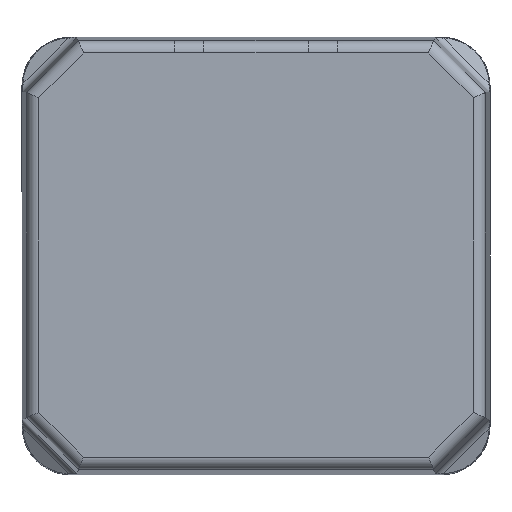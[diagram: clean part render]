
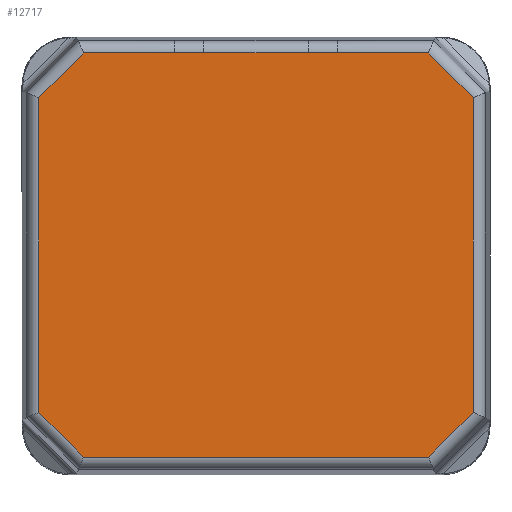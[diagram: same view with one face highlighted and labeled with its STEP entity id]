
A CAD part, top view. The second image highlights one B-rep face of the part: STEP entity #12717.
In plain terms, the highlighted planar face has unit normal (0, 0, 1).
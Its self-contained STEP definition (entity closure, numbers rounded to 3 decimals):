
#197 = DIRECTION ( 'NONE',  ( 1., 0., 0. ) ) ;
#505 = DIRECTION ( 'NONE',  ( -1., 0., 0. ) ) ;
#817 = ORIENTED_EDGE ( 'NONE', *, *, #10499, .T. ) ;
#1452 = VERTEX_POINT ( 'NONE', #6122 ) ;
#1617 = VERTEX_POINT ( 'NONE', #14325 ) ;
#1723 = LINE ( 'NONE', #9433, #10906 ) ;
#1823 = CARTESIAN_POINT ( 'NONE',  ( -17.937, -13., 45.5 ) ) ;
#1878 = ORIENTED_EDGE ( 'NONE', *, *, #2391, .T. ) ;
#1981 = VECTOR ( 'NONE', #11146, 1000. ) ;
#1986 = VERTEX_POINT ( 'NONE', #1992 ) ;
#1992 = CARTESIAN_POINT ( 'NONE',  ( 14.25, 16.687, 45.5 ) ) ;
#2007 = EDGE_CURVE ( 'NONE', #1986, #8505, #8497, .T. ) ;
#2018 = EDGE_CURVE ( 'NONE', #11359, #12976, #3475, .T. ) ;
#2391 = EDGE_CURVE ( 'NONE', #1617, #5624, #9529, .T. ) ;
#2498 = LINE ( 'NONE', #5239, #7367 ) ;
#2516 = VECTOR ( 'NONE', #10802, 1000. ) ;
#2528 = CARTESIAN_POINT ( 'NONE',  ( -17.937, 13., 45.5 ) ) ;
#2672 = VERTEX_POINT ( 'NONE', #12689 ) ;
#2781 = DIRECTION ( 'NONE',  ( 0., 1., 0. ) ) ;
#3179 = DIRECTION ( 'NONE',  ( 0., -1., 0. ) ) ;
#3315 = DIRECTION ( 'NONE',  ( -1., 0., 0. ) ) ;
#3361 = AXIS2_PLACEMENT_3D ( 'NONE', #3724, #13810, #8153 ) ;
#3415 = ORIENTED_EDGE ( 'NONE', *, *, #4876, .T. ) ;
#3475 = LINE ( 'NONE', #6621, #6781 ) ;
#3569 = LINE ( 'NONE', #6183, #2516 ) ;
#3582 = VECTOR ( 'NONE', #7063, 1000. ) ;
#3724 = CARTESIAN_POINT ( 'NONE',  ( -15.325, 14.075, 45.5 ) ) ;
#3729 = LINE ( 'NONE', #7823, #1981 ) ;
#3968 = CARTESIAN_POINT ( 'NONE',  ( 0.768, 30.168, 45.5 ) ) ;
#4050 = DIRECTION ( 'NONE',  ( -0.707, -0.707, 0. ) ) ;
#4154 = CARTESIAN_POINT ( 'NONE',  ( -16.093, 14.843, 45.5 ) ) ;
#4444 = ORIENTED_EDGE ( 'NONE', *, *, #2007, .T. ) ;
#4460 = VERTEX_POINT ( 'NONE', #10606 ) ;
#4627 = ORIENTED_EDGE ( 'NONE', *, *, #8494, .T. ) ;
#4795 = CARTESIAN_POINT ( 'NONE',  ( -14.25, -16.687, 45.5 ) ) ;
#4831 = ORIENTED_EDGE ( 'NONE', *, *, #8685, .T. ) ;
#4876 = EDGE_CURVE ( 'NONE', #4460, #2672, #7089, .T. ) ;
#4986 = DIRECTION ( 'NONE',  ( 0.707, 0.707, 0. ) ) ;
#5081 = ORIENTED_EDGE ( 'NONE', *, *, #7520, .T. ) ;
#5175 = VECTOR ( 'NONE', #197, 1000. ) ;
#5239 = CARTESIAN_POINT ( 'NONE',  ( -17.937, 14.075, 45.5 ) ) ;
#5619 = EDGE_LOOP ( 'NONE', ( #4444, #9975, #3415, #6677, #8130, #4627, #8541, #9546, #4831, #1878, #5081, #817 ) ) ;
#5624 = VERTEX_POINT ( 'NONE', #14267 ) ;
#5737 = VECTOR ( 'NONE', #4050, 1000. ) ;
#5851 = VERTEX_POINT ( 'NONE', #2528 ) ;
#5980 = EDGE_CURVE ( 'NONE', #5851, #13673, #2498, .T. ) ;
#6122 = CARTESIAN_POINT ( 'NONE',  ( 17.937, 13., 45.5 ) ) ;
#6183 = CARTESIAN_POINT ( 'NONE',  ( -15.325, 16.687, 45.5 ) ) ;
#6390 = VERTEX_POINT ( 'NONE', #4795 ) ;
#6621 = CARTESIAN_POINT ( 'NONE',  ( -15.325, 16.687, 45.5 ) ) ;
#6677 = ORIENTED_EDGE ( 'NONE', *, *, #9177, .T. ) ;
#6781 = VECTOR ( 'NONE', #13201, 1000. ) ;
#7063 = DIRECTION ( 'NONE',  ( -1., 0., 0. ) ) ;
#7089 = LINE ( 'NONE', #13945, #12249 ) ;
#7147 = PLANE ( 'NONE',  #3361 ) ;
#7367 = VECTOR ( 'NONE', #3179, 1000. ) ;
#7469 = VECTOR ( 'NONE', #3315, 1000. ) ;
#7520 = EDGE_CURVE ( 'NONE', #5624, #1452, #1723, .T. ) ;
#7793 = CARTESIAN_POINT ( 'NONE',  ( -15.325, 16.687, 45.5 ) ) ;
#7823 = CARTESIAN_POINT ( 'NONE',  ( -30.168, -0.768, 45.5 ) ) ;
#8130 = ORIENTED_EDGE ( 'NONE', *, *, #2018, .T. ) ;
#8153 = DIRECTION ( 'NONE',  ( -1., 0., 0. ) ) ;
#8494 = EDGE_CURVE ( 'NONE', #12976, #5851, #13513, .T. ) ;
#8497 = LINE ( 'NONE', #7793, #7469 ) ;
#8505 = VERTEX_POINT ( 'NONE', #8512 ) ;
#8512 = CARTESIAN_POINT ( 'NONE',  ( 6.7, 16.687, 45.5 ) ) ;
#8541 = ORIENTED_EDGE ( 'NONE', *, *, #5980, .T. ) ;
#8685 = EDGE_CURVE ( 'NONE', #6390, #1617, #13487, .T. ) ;
#8921 = CARTESIAN_POINT ( 'NONE',  ( -14.25, 16.687, 45.5 ) ) ;
#9177 = EDGE_CURVE ( 'NONE', #2672, #11359, #13473, .T. ) ;
#9404 = EDGE_CURVE ( 'NONE', #8505, #4460, #3569, .T. ) ;
#9433 = CARTESIAN_POINT ( 'NONE',  ( 17.937, 14.075, 45.5 ) ) ;
#9529 = LINE ( 'NONE', #11430, #11599 ) ;
#9546 = ORIENTED_EDGE ( 'NONE', *, *, #9630, .T. ) ;
#9630 = EDGE_CURVE ( 'NONE', #13673, #6390, #3729, .T. ) ;
#9975 = ORIENTED_EDGE ( 'NONE', *, *, #9404, .T. ) ;
#10117 = CARTESIAN_POINT ( 'NONE',  ( -15.325, -16.687, 45.5 ) ) ;
#10499 = EDGE_CURVE ( 'NONE', #1452, #1986, #12530, .T. ) ;
#10606 = CARTESIAN_POINT ( 'NONE',  ( 4.3, 16.687, 45.5 ) ) ;
#10802 = DIRECTION ( 'NONE',  ( -1., 0., 0. ) ) ;
#10906 = VECTOR ( 'NONE', #2781, 1000. ) ;
#11146 = DIRECTION ( 'NONE',  ( 0.707, -0.707, 0. ) ) ;
#11329 = VECTOR ( 'NONE', #12695, 1000. ) ;
#11359 = VERTEX_POINT ( 'NONE', #12270 ) ;
#11430 = CARTESIAN_POINT ( 'NONE',  ( 14.843, -16.093, 45.5 ) ) ;
#11599 = VECTOR ( 'NONE', #4986, 1000. ) ;
#12249 = VECTOR ( 'NONE', #505, 1000. ) ;
#12270 = CARTESIAN_POINT ( 'NONE',  ( -6.7, 16.687, 45.5 ) ) ;
#12530 = LINE ( 'NONE', #3968, #11329 ) ;
#12612 = CARTESIAN_POINT ( 'NONE',  ( -15.325, 16.687, 45.5 ) ) ;
#12689 = CARTESIAN_POINT ( 'NONE',  ( -4.3, 16.687, 45.5 ) ) ;
#12695 = DIRECTION ( 'NONE',  ( -0.707, 0.707, 0. ) ) ;
#12717 = ADVANCED_FACE ( 'NONE', ( #14020 ), #7147, .F. ) ;
#12976 = VERTEX_POINT ( 'NONE', #8921 ) ;
#13201 = DIRECTION ( 'NONE',  ( -1., 0., 0. ) ) ;
#13473 = LINE ( 'NONE', #12612, #3582 ) ;
#13487 = LINE ( 'NONE', #10117, #5175 ) ;
#13513 = LINE ( 'NONE', #4154, #5737 ) ;
#13673 = VERTEX_POINT ( 'NONE', #1823 ) ;
#13810 = DIRECTION ( 'NONE',  ( 0., 0., -1. ) ) ;
#13945 = CARTESIAN_POINT ( 'NONE',  ( -15.325, 16.687, 45.5 ) ) ;
#14020 = FACE_OUTER_BOUND ( 'NONE', #5619, .T. ) ;
#14267 = CARTESIAN_POINT ( 'NONE',  ( 17.937, -13., 45.5 ) ) ;
#14325 = CARTESIAN_POINT ( 'NONE',  ( 14.25, -16.687, 45.5 ) ) ;
